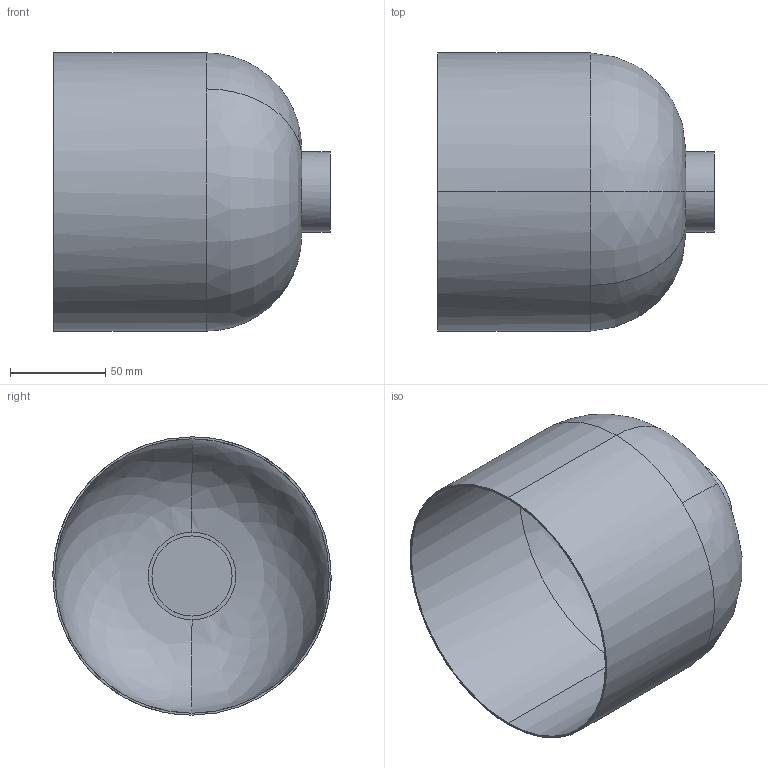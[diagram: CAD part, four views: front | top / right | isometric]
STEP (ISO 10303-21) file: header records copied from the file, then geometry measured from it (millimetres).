
FILE_DESCRIPTION(('CATIA V5 STEP'),'2;1');
FILE_NAME('MAINBODY_FRONT.stp','2008-08-18T12:41:45+00:00',('none'),('none'),'CATIA Version 5 Release 19 SP 1 (IN-PROTO)','CATIA V5 STEP AP214','none');
FILE_SCHEMA(('AUTOMOTIVE_DESIGN { 1 0 10303 214 1 1 1 1 }'));
Length unit declared in the file: inch
Products named in the file (1): MAINBODY_FRONT
Bounding box: 145 x 146 x 146 mm (x, y, z)
Volume: 69501 mm3; surface area: 134705.6 mm2
Topology: 1 solids, 1 shells, 22 faces, 44 edges, 28 vertices
Faces by surface type: cylinder 10, plane 6, bspline 6
Entity records: 1121 total; most frequent: CARTESIAN_POINT 705, ORIENTED_EDGE 88, DIRECTION 50, EDGE_CURVE 44, VERTEX_POINT 28, AXIS2_PLACEMENT_3D 27, EDGE_LOOP 26, ADVANCED_FACE 22
